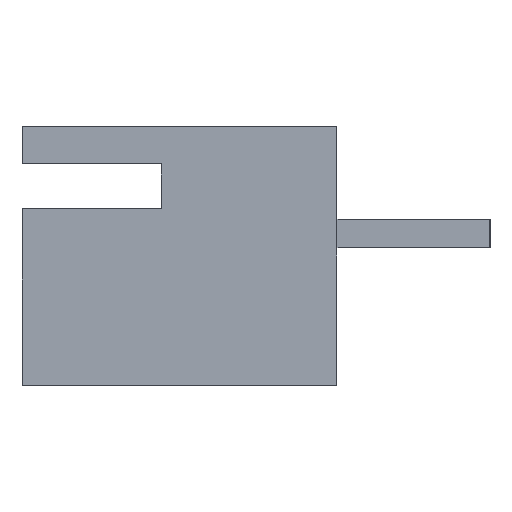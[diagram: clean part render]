
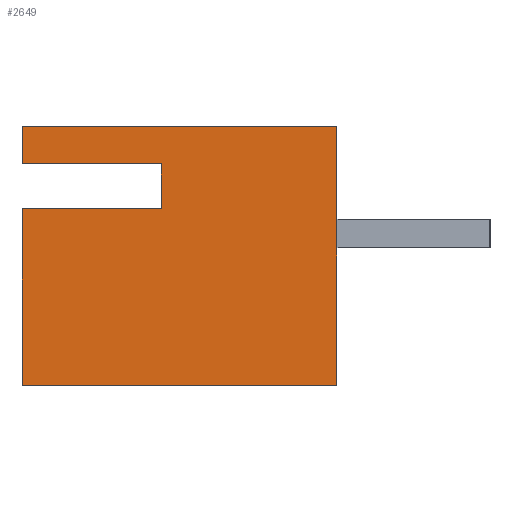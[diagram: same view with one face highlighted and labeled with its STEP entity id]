
A CAD part, left-side view. The second image highlights one B-rep face of the part: STEP entity #2649.
In plain terms, the highlighted planar face has unit normal (-1, 0, 0).
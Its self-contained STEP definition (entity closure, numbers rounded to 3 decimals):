
#2649 = ADVANCED_FACE ( 'NONE', ( #6193 ), #6192, .T. ) ;
#2650 = EDGE_LOOP ( 'NONE', ( #3905, #3901, #3979, #3980, #3904, #3903, #3977, #3978 ) ) ;
#2669 = EDGE_CURVE ( 'NONE', #5333, #5729, #6229, .T. ) ;
#3295 = CARTESIAN_POINT ( 'NONE',  ( -17.45, 0., 2.875 ) ) ;
#3296 = DIRECTION ( 'NONE',  ( 0., 0., -1. ) ) ;
#3298 = VECTOR ( 'NONE', #3296, 1000. ) ;
#3300 = CARTESIAN_POINT ( 'NONE',  ( -17.45, 0., 2.875 ) ) ;
#3301 = LINE ( 'NONE', #3300, #3298 ) ;
#3631 = CARTESIAN_POINT ( 'NONE',  ( -17.45, 3.9, 1.05 ) ) ;
#3655 = DIRECTION ( 'NONE',  ( 0., 0., 1. ) ) ;
#3656 = VECTOR ( 'NONE', #3655, 1000. ) ;
#3658 = CARTESIAN_POINT ( 'NONE',  ( -17.45, 7., 2.875 ) ) ;
#3659 = LINE ( 'NONE', #3658, #3656 ) ;
#3664 = CARTESIAN_POINT ( 'NONE',  ( -17.45, 7., 2.05 ) ) ;
#3819 = CARTESIAN_POINT ( 'NONE',  ( -17.45, 7., 2.875 ) ) ;
#3901 = ORIENTED_EDGE ( 'NONE', *, *, #5731, .F. ) ;
#3903 = ORIENTED_EDGE ( 'NONE', *, *, #5352, .F. ) ;
#3904 = ORIENTED_EDGE ( 'NONE', *, *, #5327, .F. ) ;
#3905 = ORIENTED_EDGE ( 'NONE', *, *, #4137, .F. ) ;
#3977 = ORIENTED_EDGE ( 'NONE', *, *, #4149, .F. ) ;
#3978 = ORIENTED_EDGE ( 'NONE', *, *, #5655, .F. ) ;
#3979 = ORIENTED_EDGE ( 'NONE', *, *, #2669, .F. ) ;
#3980 = ORIENTED_EDGE ( 'NONE', *, *, #5330, .F. ) ;
#4137 = EDGE_CURVE ( 'NONE', #5796, #5656, #4394, .T. ) ;
#4149 = EDGE_CURVE ( 'NONE', #5406, #4150, #4433, .T. ) ;
#4150 = VERTEX_POINT ( 'NONE', #4429 ) ;
#4391 = DIRECTION ( 'NONE',  ( 0., -1., 0. ) ) ;
#4392 = VECTOR ( 'NONE', #4391, 1000. ) ;
#4393 = CARTESIAN_POINT ( 'NONE',  ( -17.45, 0., 2.875 ) ) ;
#4394 = LINE ( 'NONE', #4393, #4392 ) ;
#4429 = CARTESIAN_POINT ( 'NONE',  ( -17.45, 7., -2.875 ) ) ;
#4430 = DIRECTION ( 'NONE',  ( 0., 1., 0. ) ) ;
#4431 = VECTOR ( 'NONE', #4430, 1000. ) ;
#4432 = CARTESIAN_POINT ( 'NONE',  ( -17.45, 0., -2.875 ) ) ;
#4433 = LINE ( 'NONE', #4432, #4431 ) ;
#4891 = CARTESIAN_POINT ( 'NONE',  ( -17.45, 7., 1.05 ) ) ;
#4903 = CARTESIAN_POINT ( 'NONE',  ( -17.45, 3.9, 2.05 ) ) ;
#4908 = DIRECTION ( 'NONE',  ( 0., 0., 1. ) ) ;
#4909 = VECTOR ( 'NONE', #4908, 1000. ) ;
#4910 = CARTESIAN_POINT ( 'NONE',  ( -17.45, 3.9, 2.05 ) ) ;
#4911 = LINE ( 'NONE', #4910, #4909 ) ;
#4912 = DIRECTION ( 'NONE',  ( 0., -1., 0. ) ) ;
#4913 = VECTOR ( 'NONE', #4912, 1000. ) ;
#4914 = CARTESIAN_POINT ( 'NONE',  ( -17.45, 3.9, 1.05 ) ) ;
#4915 = LINE ( 'NONE', #4914, #4913 ) ;
#4947 = DIRECTION ( 'NONE',  ( 0., 0., 1. ) ) ;
#4948 = VECTOR ( 'NONE', #4947, 1000. ) ;
#4949 = CARTESIAN_POINT ( 'NONE',  ( -17.45, 7., 1.05 ) ) ;
#4950 = LINE ( 'NONE', #4949, #4948 ) ;
#4990 = CARTESIAN_POINT ( 'NONE',  ( -17.45, 0., -2.875 ) ) ;
#5327 = EDGE_CURVE ( 'NONE', #5344, #5737, #4915, .T. ) ;
#5330 = EDGE_CURVE ( 'NONE', #5737, #5333, #4911, .T. ) ;
#5333 = VERTEX_POINT ( 'NONE', #4903 ) ;
#5344 = VERTEX_POINT ( 'NONE', #4891 ) ;
#5352 = EDGE_CURVE ( 'NONE', #4150, #5344, #4950, .T. ) ;
#5406 = VERTEX_POINT ( 'NONE', #4990 ) ;
#5655 = EDGE_CURVE ( 'NONE', #5656, #5406, #3301, .T. ) ;
#5656 = VERTEX_POINT ( 'NONE', #3295 ) ;
#5729 = VERTEX_POINT ( 'NONE', #3664 ) ;
#5731 = EDGE_CURVE ( 'NONE', #5729, #5796, #3659, .T. ) ;
#5737 = VERTEX_POINT ( 'NONE', #3631 ) ;
#5796 = VERTEX_POINT ( 'NONE', #3819 ) ;
#6188 = DIRECTION ( 'NONE',  ( 0., 0., 1. ) ) ;
#6189 = DIRECTION ( 'NONE',  ( -1., 0., 0. ) ) ;
#6190 = CARTESIAN_POINT ( 'NONE',  ( -17.45, 7., 2.875 ) ) ;
#6191 = AXIS2_PLACEMENT_3D ( 'NONE', #6190, #6189, #6188 ) ;
#6192 = PLANE ( 'NONE',  #6191 ) ;
#6193 = FACE_OUTER_BOUND ( 'NONE', #2650, .T. ) ;
#6226 = DIRECTION ( 'NONE',  ( 0., 1., 0. ) ) ;
#6227 = VECTOR ( 'NONE', #6226, 1000. ) ;
#6228 = CARTESIAN_POINT ( 'NONE',  ( -17.45, 7., 2.05 ) ) ;
#6229 = LINE ( 'NONE', #6228, #6227 ) ;
